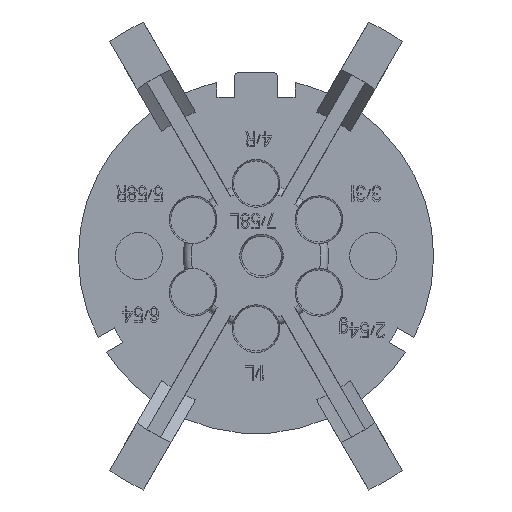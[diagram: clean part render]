
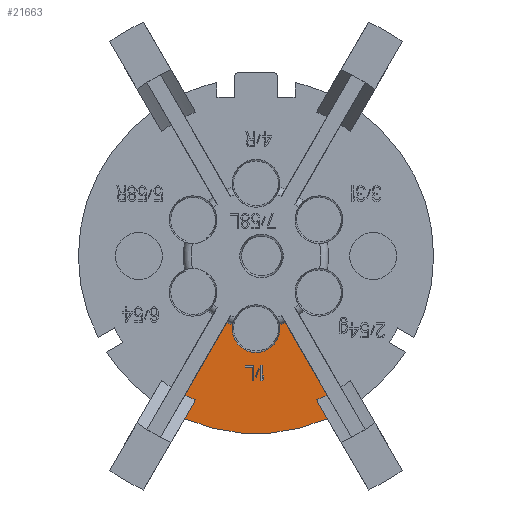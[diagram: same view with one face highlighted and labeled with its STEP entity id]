
A CAD part, front view. The second image highlights one B-rep face of the part: STEP entity #21663.
In plain terms, the highlighted planar face has unit normal (0, -1, 0).
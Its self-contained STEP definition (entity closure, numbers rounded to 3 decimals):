
#1864=CARTESIAN_POINT('',(0.,-10.,0.));
#1865=DIRECTION('',(0.,1.,0.));
#1866=DIRECTION('',(0.404,0.,-0.915));
#1867=AXIS2_PLACEMENT_3D('',#1864,#1865,#1866);
#1873=DIRECTION('',(0.5,0.,-0.866));
#1874=VECTOR('',#1873,10.729);
#1875=CARTESIAN_POINT('',(3.757,-10.,-8.507));
#1876=LINE('',#1875,#1874);
#1877=CARTESIAN_POINT('',(0.,-10.,0.));
#1878=DIRECTION('',(0.,-1.,0.));
#1879=DIRECTION('',(0.388,0.,-0.922));
#1880=AXIS2_PLACEMENT_3D('',#1877,#1878,#1879);
#1882=DIRECTION('',(-0.5,0.,0.866));
#1883=VECTOR('',#1882,2.769);
#1884=CARTESIAN_POINT('',(9.141,-10.,-20.833));
#1885=LINE('',#1884,#1883);
#1886=DIRECTION('',(0.5,0.,0.866));
#1887=VECTOR('',#1886,2.769);
#1888=CARTESIAN_POINT('',(-9.141,-10.,-20.833));
#1889=LINE('',#1888,#1887);
#1890=CARTESIAN_POINT('',(0.,-10.,0.));
#1891=DIRECTION('',(0.,-1.,0.));
#1892=DIRECTION('',(-0.456,0.,-0.89));
#1893=AXIS2_PLACEMENT_3D('',#1890,#1891,#1892);
#1895=DIRECTION('',(0.5,0.,0.866));
#1896=VECTOR('',#1895,10.729);
#1897=CARTESIAN_POINT('',(-9.121,-10.,-17.799));
#1898=LINE('',#1897,#1896);
#1899=CARTESIAN_POINT('',(0.,-10.,0.));
#1900=DIRECTION('',(0.,1.,0.));
#1901=DIRECTION('',(-0.324,0.,-0.946));
#1902=AXIS2_PLACEMENT_3D('',#1899,#1900,#1901);
#1904=CARTESIAN_POINT('',(0.,-10.,-9.3));
#1905=DIRECTION('',(0.,-1.,0.));
#1906=DIRECTION('',(-0.986,0.,0.164));
#1907=AXIS2_PLACEMENT_3D('',#1904,#1905,#1906);
#1909=CARTESIAN_POINT('',(0.,-10.,-9.3));
#1910=DIRECTION('',(0.,-1.,0.));
#1911=DIRECTION('',(0.,0.,-1.));
#1912=AXIS2_PLACEMENT_3D('',#1909,#1910,#1911);
#1914=DIRECTION('',(0.,0.,-1.));
#1915=VECTOR('',#1914,2.);
#1916=CARTESIAN_POINT('',(0.64,-10.,-14.));
#1917=LINE('',#1916,#1915);
#1918=DIRECTION('',(1.,0.,0.));
#1919=VECTOR('',#1918,0.18);
#1920=CARTESIAN_POINT('',(0.64,-10.,-16.));
#1921=LINE('',#1920,#1919);
#1922=DIRECTION('',(0.517,0.,0.856));
#1923=VECTOR('',#1922,0.348);
#1924=CARTESIAN_POINT('',(0.82,-10.,-16.));
#1925=LINE('',#1924,#1923);
#1926=DIRECTION('',(0.,0.,1.));
#1927=VECTOR('',#1926,0.34);
#1928=CARTESIAN_POINT('',(1.,-10.,-15.702));
#1929=LINE('',#1928,#1927);
#1930=DIRECTION('',(-0.517,0.,-0.856));
#1931=VECTOR('',#1930,0.348);
#1932=CARTESIAN_POINT('',(1.,-10.,-15.362));
#1933=LINE('',#1932,#1931);
#1934=DIRECTION('',(0.,0.,1.));
#1935=VECTOR('',#1934,1.66);
#1936=CARTESIAN_POINT('',(0.82,-10.,-15.66));
#1937=LINE('',#1936,#1935);
#1938=DIRECTION('',(-1.,0.,0.));
#1939=VECTOR('',#1938,0.18);
#1940=CARTESIAN_POINT('',(0.82,-10.,-14.));
#1941=LINE('',#1940,#1939);
#1942=DIRECTION('',(0.727,0.,-0.687));
#1943=VECTOR('',#1942,0.124);
#1944=CARTESIAN_POINT('',(-0.08,-10.,-15.489));
#1945=LINE('',#1944,#1943);
#1946=DIRECTION('',(0.344,0.,0.939));
#1947=VECTOR('',#1946,1.133);
#1948=CARTESIAN_POINT('',(0.01,-10.,-15.574));
#1949=LINE('',#1948,#1947);
#1950=DIRECTION('',(-0.727,0.,0.687));
#1951=VECTOR('',#1950,0.124);
#1952=CARTESIAN_POINT('',(0.4,-10.,-14.511));
#1953=LINE('',#1952,#1951);
#1954=DIRECTION('',(-0.344,0.,-0.939));
#1955=VECTOR('',#1954,1.133);
#1956=CARTESIAN_POINT('',(0.31,-10.,-14.426));
#1957=LINE('',#1956,#1955);
#1958=DIRECTION('',(0.,0.,1.));
#1959=VECTOR('',#1958,2.);
#1960=CARTESIAN_POINT('',(-0.32,-10.,-16.));
#1961=LINE('',#1960,#1959);
#1962=DIRECTION('',(-1.,0.,0.));
#1963=VECTOR('',#1962,1.08);
#1964=CARTESIAN_POINT('',(-0.32,-10.,-14.));
#1965=LINE('',#1964,#1963);
#1966=DIRECTION('',(0.,0.,-1.));
#1967=VECTOR('',#1966,0.255);
#1968=CARTESIAN_POINT('',(-1.4,-10.,-14.));
#1969=LINE('',#1968,#1967);
#1970=DIRECTION('',(1.,0.,0.));
#1971=VECTOR('',#1970,0.9);
#1972=CARTESIAN_POINT('',(-1.4,-10.,-14.255));
#1973=LINE('',#1972,#1971);
#1974=DIRECTION('',(0.,0.,-1.));
#1975=VECTOR('',#1974,1.745);
#1976=CARTESIAN_POINT('',(-0.5,-10.,-14.255));
#1977=LINE('',#1976,#1975);
#1978=DIRECTION('',(1.,0.,0.));
#1979=VECTOR('',#1978,0.18);
#1980=CARTESIAN_POINT('',(-0.5,-10.,-16.));
#1981=LINE('',#1980,#1979);
#5086=CARTESIAN_POINT('',(-7.757,-10.,-18.435));
#5325=CARTESIAN_POINT('',(0.,-10.,0.));
#5326=DIRECTION('',(0.,1.,0.));
#5327=DIRECTION('',(0.402,0.,-0.916));
#5328=AXIS2_PLACEMENT_3D('',#5325,#5326,#5327);
#16380=CARTESIAN_POINT('',(-3.012,-10.,-8.799));
#16381=CARTESIAN_POINT('',(0.,-10.,-12.354));
#16382=VERTEX_POINT('',#16380);
#16383=VERTEX_POINT('',#16381);
#16384=CARTESIAN_POINT('',(3.012,-10.,-8.799));
#16385=VERTEX_POINT('',#16384);
#16528=CARTESIAN_POINT('',(-9.141,-10.,-20.833));
#16530=VERTEX_POINT('',#16528);
#16539=VERTEX_POINT('',#5086);
#16549=CARTESIAN_POINT('',(9.141,-10.,-20.833));
#16551=VERTEX_POINT('',#16549);
#16571=CARTESIAN_POINT('',(7.757,-10.,-18.435));
#16572=VERTEX_POINT('',#16571);
#16598=CARTESIAN_POINT('',(-9.121,-10.,-17.799));
#16599=CARTESIAN_POINT('',(-3.757,-10.,-8.507));
#16600=VERTEX_POINT('',#16598);
#16601=VERTEX_POINT('',#16599);
#16618=CARTESIAN_POINT('',(3.757,-10.,-8.507));
#16619=CARTESIAN_POINT('',(9.121,-10.,-17.799));
#16620=VERTEX_POINT('',#16618);
#16621=VERTEX_POINT('',#16619);
#18476=CARTESIAN_POINT('',(0.64,-10.,-14.));
#18477=CARTESIAN_POINT('',(0.64,-10.,-16.));
#18478=VERTEX_POINT('',#18476);
#18479=VERTEX_POINT('',#18477);
#18480=CARTESIAN_POINT('',(0.82,-10.,-16.));
#18481=VERTEX_POINT('',#18480);
#18482=CARTESIAN_POINT('',(1.,-10.,-15.702));
#18483=VERTEX_POINT('',#18482);
#18484=CARTESIAN_POINT('',(1.,-10.,-15.362));
#18485=VERTEX_POINT('',#18484);
#18486=CARTESIAN_POINT('',(0.82,-10.,-15.66));
#18487=VERTEX_POINT('',#18486);
#18488=CARTESIAN_POINT('',(0.82,-10.,-14.));
#18489=VERTEX_POINT('',#18488);
#18490=CARTESIAN_POINT('',(-0.08,-10.,-15.489));
#18491=CARTESIAN_POINT('',(0.01,-10.,-15.574));
#18492=VERTEX_POINT('',#18490);
#18493=VERTEX_POINT('',#18491);
#18494=CARTESIAN_POINT('',(0.4,-10.,-14.511));
#18495=VERTEX_POINT('',#18494);
#18496=CARTESIAN_POINT('',(0.31,-10.,-14.426));
#18497=VERTEX_POINT('',#18496);
#18498=CARTESIAN_POINT('',(-0.32,-10.,-16.));
#18499=CARTESIAN_POINT('',(-0.32,-10.,-14.));
#18500=VERTEX_POINT('',#18498);
#18501=VERTEX_POINT('',#18499);
#18502=CARTESIAN_POINT('',(-1.4,-10.,-14.));
#18503=VERTEX_POINT('',#18502);
#18504=CARTESIAN_POINT('',(-1.4,-10.,-14.255));
#18505=VERTEX_POINT('',#18504);
#18506=CARTESIAN_POINT('',(-0.5,-10.,-14.255));
#18507=VERTEX_POINT('',#18506);
#18508=CARTESIAN_POINT('',(-0.5,-10.,-16.));
#18509=VERTEX_POINT('',#18508);
#21597=CARTESIAN_POINT('',(0.,-10.,0.));
#21598=DIRECTION('',(0.,-1.,0.));
#21599=DIRECTION('',(-1.,0.,0.));
#21600=AXIS2_PLACEMENT_3D('',#21597,#21598,#21599);
#21601=PLANE('',#21600);
#21602=ORIENTED_EDGE('',*,*,#21579,.T.);
#21604=ORIENTED_EDGE('',*,*,#21603,.F.);
#21606=ORIENTED_EDGE('',*,*,#21605,.F.);
#21608=ORIENTED_EDGE('',*,*,#21607,.T.);
#21610=ORIENTED_EDGE('',*,*,#21609,.T.);
#21612=ORIENTED_EDGE('',*,*,#21611,.F.);
#21613=ORIENTED_EDGE('',*,*,#21510,.T.);
#21615=ORIENTED_EDGE('',*,*,#21614,.F.);
#21617=ORIENTED_EDGE('',*,*,#21616,.T.);
#21619=ORIENTED_EDGE('',*,*,#21618,.T.);
#21620=ORIENTED_EDGE('',*,*,#21591,.F.);
#21621=EDGE_LOOP('',(#21602,#21604,#21606,#21608,#21610,#21612,#21613,#21615,
#21617,#21619,#21620));
#21622=FACE_OUTER_BOUND('',#21621,.F.);
#21624=ORIENTED_EDGE('',*,*,#21623,.T.);
#21626=ORIENTED_EDGE('',*,*,#21625,.T.);
#21628=ORIENTED_EDGE('',*,*,#21627,.T.);
#21630=ORIENTED_EDGE('',*,*,#21629,.T.);
#21632=ORIENTED_EDGE('',*,*,#21631,.T.);
#21634=ORIENTED_EDGE('',*,*,#21633,.T.);
#21636=ORIENTED_EDGE('',*,*,#21635,.T.);
#21637=EDGE_LOOP('',(#21624,#21626,#21628,#21630,#21632,#21634,#21636));
#21638=FACE_BOUND('',#21637,.F.);
#21640=ORIENTED_EDGE('',*,*,#21639,.T.);
#21642=ORIENTED_EDGE('',*,*,#21641,.T.);
#21644=ORIENTED_EDGE('',*,*,#21643,.T.);
#21646=ORIENTED_EDGE('',*,*,#21645,.T.);
#21647=EDGE_LOOP('',(#21640,#21642,#21644,#21646));
#21648=FACE_BOUND('',#21647,.F.);
#21650=ORIENTED_EDGE('',*,*,#21649,.T.);
#21652=ORIENTED_EDGE('',*,*,#21651,.T.);
#21654=ORIENTED_EDGE('',*,*,#21653,.T.);
#21656=ORIENTED_EDGE('',*,*,#21655,.T.);
#21658=ORIENTED_EDGE('',*,*,#21657,.T.);
#21660=ORIENTED_EDGE('',*,*,#21659,.T.);
#21661=EDGE_LOOP('',(#21650,#21652,#21654,#21656,#21658,#21660));
#21662=FACE_BOUND('',#21661,.F.);
#21663=ADVANCED_FACE('',(#21622,#21638,#21648,#21662),#21601,.T.);
#1868=CIRCLE('',#1867,9.3);
#1881=CIRCLE('',#1880,20.);
#1894=CIRCLE('',#1893,20.);
#1903=CIRCLE('',#1902,9.3);
#1908=CIRCLE('',#1907,3.054);
#1913=CIRCLE('',#1912,3.054);
#5329=CIRCLE('',#5328,22.75);
#21510=EDGE_CURVE('',#16600,#16601,#1898,.T.);
#21579=EDGE_CURVE('',#16620,#16621,#1876,.T.);
#21591=EDGE_CURVE('',#16620,#16385,#1868,.T.);
#21603=EDGE_CURVE('',#16572,#16621,#1881,.T.);
#21605=EDGE_CURVE('',#16551,#16572,#1885,.T.);
#21607=EDGE_CURVE('',#16551,#16530,#5329,.T.);
#21609=EDGE_CURVE('',#16530,#16539,#1889,.T.);
#21611=EDGE_CURVE('',#16600,#16539,#1894,.T.);
#21614=EDGE_CURVE('',#16382,#16601,#1903,.T.);
#21616=EDGE_CURVE('',#16382,#16383,#1908,.T.);
#21618=EDGE_CURVE('',#16383,#16385,#1913,.T.);
#21623=EDGE_CURVE('',#18478,#18479,#1917,.T.);
#21625=EDGE_CURVE('',#18479,#18481,#1921,.T.);
#21627=EDGE_CURVE('',#18481,#18483,#1925,.T.);
#21629=EDGE_CURVE('',#18483,#18485,#1929,.T.);
#21631=EDGE_CURVE('',#18485,#18487,#1933,.T.);
#21633=EDGE_CURVE('',#18487,#18489,#1937,.T.);
#21635=EDGE_CURVE('',#18489,#18478,#1941,.T.);
#21639=EDGE_CURVE('',#18492,#18493,#1945,.T.);
#21641=EDGE_CURVE('',#18493,#18495,#1949,.T.);
#21643=EDGE_CURVE('',#18495,#18497,#1953,.T.);
#21645=EDGE_CURVE('',#18497,#18492,#1957,.T.);
#21649=EDGE_CURVE('',#18500,#18501,#1961,.T.);
#21651=EDGE_CURVE('',#18501,#18503,#1965,.T.);
#21653=EDGE_CURVE('',#18503,#18505,#1969,.T.);
#21655=EDGE_CURVE('',#18505,#18507,#1973,.T.);
#21657=EDGE_CURVE('',#18507,#18509,#1977,.T.);
#21659=EDGE_CURVE('',#18509,#18500,#1981,.T.);
